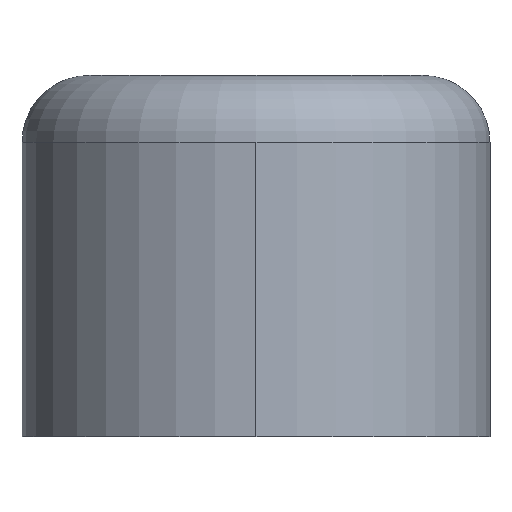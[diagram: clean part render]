
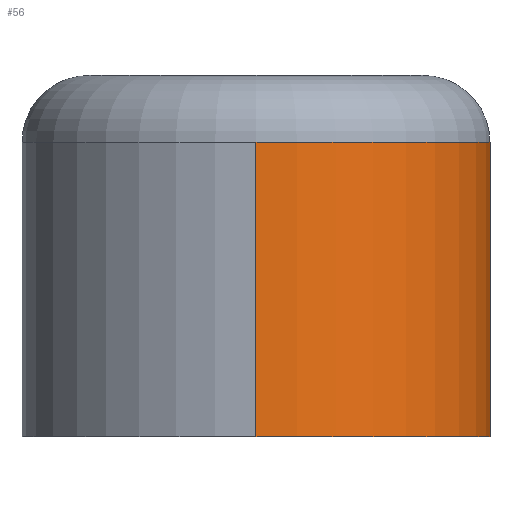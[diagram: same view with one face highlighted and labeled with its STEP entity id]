
A CAD part, left-side view. The second image highlights one B-rep face of the part: STEP entity #56.
In plain terms, the highlighted cylindrical face has radius 1.75 mm (diameter 3.5 mm), a partial arc.
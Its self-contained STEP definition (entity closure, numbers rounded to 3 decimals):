
#26 = VECTOR ( 'NONE', #106, 1000. ) ;
#44 = CARTESIAN_POINT ( 'NONE',  ( -3.25, -1.75, 2.2 ) ) ;
#45 = ORIENTED_EDGE ( 'NONE', *, *, #211, .T. ) ;
#49 = DIRECTION ( 'NONE',  ( 1., 0., 0. ) ) ;
#56 = ADVANCED_FACE ( 'NONE', ( #179 ), #172, .T. ) ;
#61 = EDGE_CURVE ( 'NONE', #73, #97, #176, .T. ) ;
#62 = CIRCLE ( 'NONE', #291, 1.75 ) ;
#73 = VERTEX_POINT ( 'NONE', #44 ) ;
#81 = DIRECTION ( 'NONE',  ( 0., 0., -1. ) ) ;
#97 = VERTEX_POINT ( 'NONE', #358 ) ;
#98 = EDGE_CURVE ( 'NONE', #73, #220, #245, .T. ) ;
#102 = CARTESIAN_POINT ( 'NONE',  ( -5., 0., 2.7 ) ) ;
#106 = DIRECTION ( 'NONE',  ( 0., 0., -1. ) ) ;
#116 = EDGE_LOOP ( 'NONE', ( #350, #300, #45, #199 ) ) ;
#129 = DIRECTION ( 'NONE',  ( 0., 0., -1. ) ) ;
#141 = LINE ( 'NONE', #102, #214 ) ;
#158 = CARTESIAN_POINT ( 'NONE',  ( -3.25, -1.75, 2.7 ) ) ;
#172 = CYLINDRICAL_SURFACE ( 'NONE', #296, 1.75 ) ;
#176 = LINE ( 'NONE', #158, #26 ) ;
#179 = FACE_OUTER_BOUND ( 'NONE', #116, .T. ) ;
#196 = DIRECTION ( 'NONE',  ( 0., 0., -1. ) ) ;
#197 = EDGE_CURVE ( 'NONE', #220, #305, #141, .T. ) ;
#199 = ORIENTED_EDGE ( 'NONE', *, *, #61, .F. ) ;
#209 = AXIS2_PLACEMENT_3D ( 'NONE', #255, #129, #49 ) ;
#211 = EDGE_CURVE ( 'NONE', #305, #97, #62, .T. ) ;
#214 = VECTOR ( 'NONE', #196, 1000. ) ;
#220 = VERTEX_POINT ( 'NONE', #312 ) ;
#245 = CIRCLE ( 'NONE', #209, 1.75 ) ;
#255 = CARTESIAN_POINT ( 'NONE',  ( -3.25, 0., 2.2 ) ) ;
#291 = AXIS2_PLACEMENT_3D ( 'NONE', #345, #337, #370 ) ;
#296 = AXIS2_PLACEMENT_3D ( 'NONE', #362, #81, #356 ) ;
#300 = ORIENTED_EDGE ( 'NONE', *, *, #197, .T. ) ;
#305 = VERTEX_POINT ( 'NONE', #314 ) ;
#312 = CARTESIAN_POINT ( 'NONE',  ( -5., 0., 2.2 ) ) ;
#314 = CARTESIAN_POINT ( 'NONE',  ( -5., 0., 0. ) ) ;
#337 = DIRECTION ( 'NONE',  ( 0., 0., 1. ) ) ;
#345 = CARTESIAN_POINT ( 'NONE',  ( -3.25, 0., 0. ) ) ;
#350 = ORIENTED_EDGE ( 'NONE', *, *, #98, .T. ) ;
#356 = DIRECTION ( 'NONE',  ( -1., 0., 0. ) ) ;
#358 = CARTESIAN_POINT ( 'NONE',  ( -3.25, -1.75, 0. ) ) ;
#362 = CARTESIAN_POINT ( 'NONE',  ( -3.25, 0., 2.7 ) ) ;
#370 = DIRECTION ( 'NONE',  ( 1., 0., 0. ) ) ;
